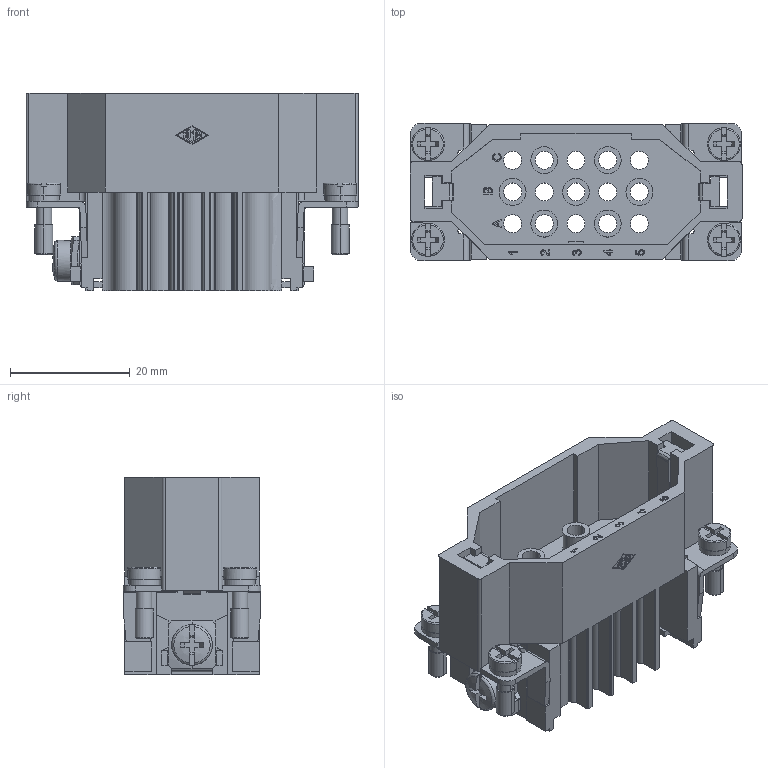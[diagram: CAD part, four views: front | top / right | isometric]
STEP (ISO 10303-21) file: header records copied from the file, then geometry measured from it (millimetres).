
FILE_DESCRIPTION((''),'2;1');
FILE_NAME('CDM 15.stp','2006-12-11T14:33:05',('gembarski'),(''),'Autodesk Inventor 7','Autodesk Inventor 7','');
FILE_SCHEMA(('AUTOMOTIVE_DESIGN { 1 0 10303 214 1 1 1 1 }'));
Length unit declared in the file: millimetre
Products named in the file (1): CDF 15 Kontakteinsätze mit Crimpanschluss
Bounding box: 55.5 x 23 x 33.01 mm (x, y, z)
Volume: 13715.4 mm3; surface area: 16954.5 mm2
Topology: 6 solids, 6 shells, 898 faces, 2479 edges, 1625 vertices
Faces by surface type: plane 356, bspline 294, cylinder 228, torus 12, cone 8
Entity records: 30260 total; most frequent: CARTESIAN_POINT 7837, ORIENTED_EDGE 4958, DIRECTION 4184, EDGE_CURVE 2479, VECTOR 1668, LINE 1668, VERTEX_POINT 1625, AXIS2_PLACEMENT_3D 1258
